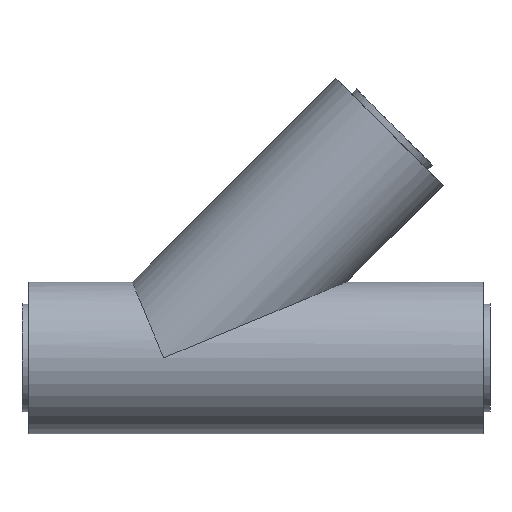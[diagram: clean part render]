
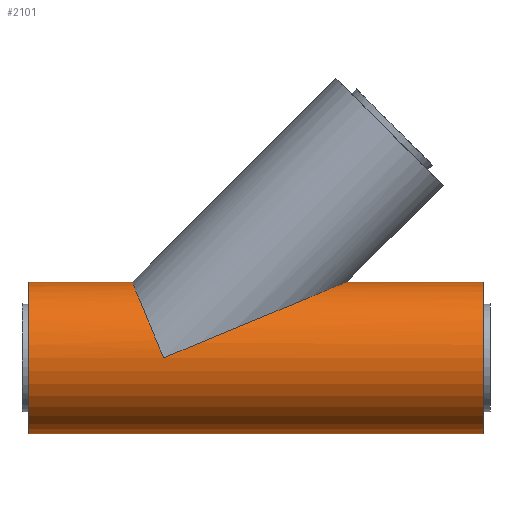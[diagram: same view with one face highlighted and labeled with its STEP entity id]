
A CAD part, front view. The second image highlights one B-rep face of the part: STEP entity #2101.
In plain terms, the highlighted cylindrical face has radius 112.5 mm (diameter 225 mm), a full revolution.
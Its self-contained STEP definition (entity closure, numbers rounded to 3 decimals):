
#542=ELLIPSE('',#2340,121.769,112.5);
#543=ELLIPSE('',#2341,293.977,112.5);
#909=ORIENTED_EDGE('',*,*,#1457,.F.);
#910=ORIENTED_EDGE('',*,*,#1458,.F.);
#911=ORIENTED_EDGE('',*,*,#1459,.F.);
#912=ORIENTED_EDGE('',*,*,#1460,.T.);
#1457=EDGE_CURVE('',#1705,#1705,#1776,.T.);
#1458=EDGE_CURVE('',#1706,#1707,#542,.T.);
#1459=EDGE_CURVE('',#1707,#1706,#543,.F.);
#1460=EDGE_CURVE('',#1708,#1708,#1777,.T.);
#1705=VERTEX_POINT('',#3575);
#1706=VERTEX_POINT('',#3577);
#1707=VERTEX_POINT('',#3578);
#1708=VERTEX_POINT('',#3581);
#1776=CIRCLE('',#2339,112.5);
#1777=CIRCLE('',#2342,112.5);
#1845=EDGE_LOOP('',(#909));
#1846=EDGE_LOOP('',(#910,#911));
#1847=EDGE_LOOP('',(#912));
#1967=FACE_BOUND('',#1845,.T.);
#1968=FACE_BOUND('',#1846,.T.);
#1969=FACE_BOUND('',#1847,.T.);
#2045=CYLINDRICAL_SURFACE('',#2338,112.5);
#2101=ADVANCED_FACE('',(#1967,#1968,#1969),#2045,.T.);
#2338=AXIS2_PLACEMENT_3D('',#3573,#2892,#2893);
#2339=AXIS2_PLACEMENT_3D('',#3574,#2894,#2895);
#2340=AXIS2_PLACEMENT_3D('',#3576,#2896,#2897);
#2341=AXIS2_PLACEMENT_3D('',#3579,#2898,#2899);
#2342=AXIS2_PLACEMENT_3D('',#3580,#2900,#2901);
#2892=DIRECTION('',(1.,0.,0.));
#2893=DIRECTION('',(0.,0.,-1.));
#2894=DIRECTION('',(1.,0.,0.));
#2895=DIRECTION('',(0.,0.,-1.));
#2896=DIRECTION('',(0.924,0.,0.383));
#2897=DIRECTION('',(0.383,0.,-0.924));
#2898=DIRECTION('',(0.383,0.,-0.924));
#2899=DIRECTION('',(0.924,0.,0.383));
#2900=DIRECTION('',(1.,0.,0.));
#2901=DIRECTION('',(0.,0.,-1.));
#3573=CARTESIAN_POINT('',(474.,0.,0.));
#3574=CARTESIAN_POINT('',(474.,0.,0.));
#3575=CARTESIAN_POINT('',(474.,0.,-112.5));
#3576=CARTESIAN_POINT('',(0.,0.,0.));
#3577=CARTESIAN_POINT('',(0.,112.5,0.));
#3578=CARTESIAN_POINT('',(0.,-112.5,0.));
#3579=CARTESIAN_POINT('',(0.,0.,0.));
#3580=CARTESIAN_POINT('',(-200.,0.,0.));
#3581=CARTESIAN_POINT('',(-200.,0.,-112.5));
